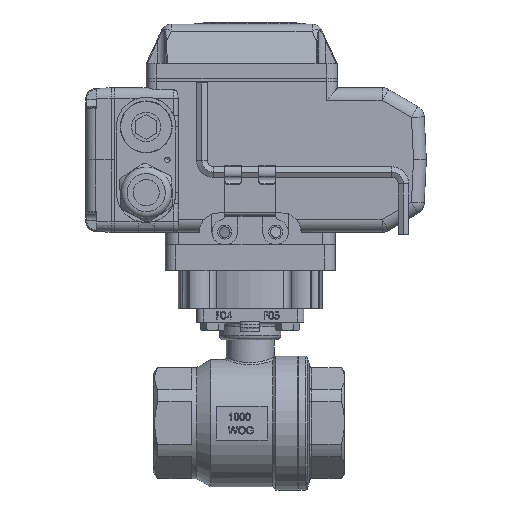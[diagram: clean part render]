
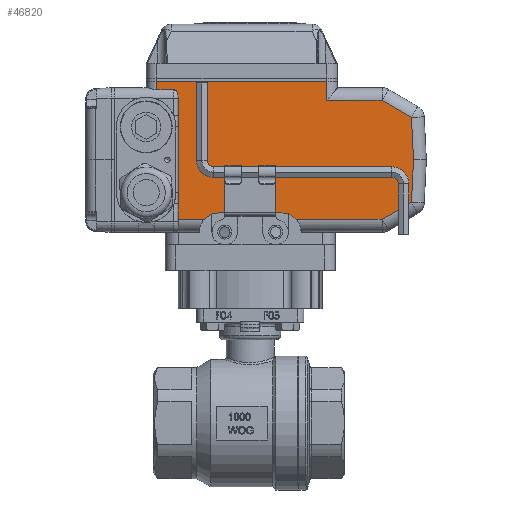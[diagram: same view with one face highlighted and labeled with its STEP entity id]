
A CAD part, top view. The second image highlights one B-rep face of the part: STEP entity #46820.
In plain terms, the highlighted face is planar.
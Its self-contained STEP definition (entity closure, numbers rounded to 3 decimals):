
#1528=PLANE('',#50780);
#2710=B_SPLINE_CURVE_WITH_KNOTS('',3,(#86550,#86551,#86552,#86553,#86554,
#86555,#86556),.UNSPECIFIED.,.F.,.F.,(4,1,1,1,4),(0.,
0.001,0.003,0.004,0.005),
 .UNSPECIFIED.);
#4050=LINE('',#84586,#7690);
#4055=LINE('',#84621,#7695);
#4457=LINE('',#86526,#8097);
#4458=LINE('',#86528,#8098);
#4459=LINE('',#86533,#8099);
#4460=LINE('',#86537,#8100);
#4461=LINE('',#86539,#8101);
#4462=LINE('',#86541,#8102);
#4463=LINE('',#86543,#8103);
#4464=LINE('',#86545,#8104);
#4465=LINE('',#86547,#8105);
#4466=LINE('',#86548,#8106);
#4467=LINE('',#86558,#8107);
#4468=LINE('',#86560,#8108);
#4469=LINE('',#86562,#8109);
#7690=VECTOR('',#56585,1000.);
#7695=VECTOR('',#56618,1000.);
#8097=VECTOR('',#58556,1000.);
#8098=VECTOR('',#58559,1000.);
#8099=VECTOR('',#58562,1000.);
#8100=VECTOR('',#58565,1000.);
#8101=VECTOR('',#58566,1000.);
#8102=VECTOR('',#58567,1000.);
#8103=VECTOR('',#58568,1000.);
#8104=VECTOR('',#58569,1000.);
#8105=VECTOR('',#58570,1000.);
#8106=VECTOR('',#58571,1000.);
#8107=VECTOR('',#58572,1000.);
#8108=VECTOR('',#58573,1000.);
#8109=VECTOR('',#58574,1000.);
#15033=ORIENTED_EDGE('',*,*,#26820,.T.);
#15034=ORIENTED_EDGE('',*,*,#26821,.F.);
#15035=ORIENTED_EDGE('',*,*,#26822,.F.);
#15036=ORIENTED_EDGE('',*,*,#26823,.F.);
#15037=ORIENTED_EDGE('',*,*,#26824,.T.);
#15038=ORIENTED_EDGE('',*,*,#26825,.T.);
#15039=ORIENTED_EDGE('',*,*,#26826,.T.);
#15040=ORIENTED_EDGE('',*,*,#26827,.T.);
#15041=ORIENTED_EDGE('',*,*,#26828,.T.);
#15042=ORIENTED_EDGE('',*,*,#26829,.T.);
#15043=ORIENTED_EDGE('',*,*,#25927,.F.);
#15044=ORIENTED_EDGE('',*,*,#25910,.F.);
#15045=ORIENTED_EDGE('',*,*,#26819,.T.);
#15046=ORIENTED_EDGE('',*,*,#26830,.T.);
#15047=ORIENTED_EDGE('',*,*,#26831,.T.);
#15048=ORIENTED_EDGE('',*,*,#26832,.T.);
#15049=ORIENTED_EDGE('',*,*,#26833,.T.);
#15050=ORIENTED_EDGE('',*,*,#26834,.T.);
#25910=EDGE_CURVE('',#32395,#32388,#4050,.T.);
#25927=EDGE_CURVE('',#32388,#32412,#4055,.T.);
#26819=EDGE_CURVE('',#32395,#32960,#4457,.T.);
#26820=EDGE_CURVE('',#32961,#32962,#4458,.T.);
#26821=EDGE_CURVE('',#32963,#32962,#36626,.T.);
#26822=EDGE_CURVE('',#32964,#32963,#4459,.T.);
#26823=EDGE_CURVE('',#32965,#32964,#36627,.T.);
#26824=EDGE_CURVE('',#32965,#32966,#4460,.T.);
#26825=EDGE_CURVE('',#32966,#32967,#4461,.T.);
#26826=EDGE_CURVE('',#32967,#32968,#4462,.T.);
#26827=EDGE_CURVE('',#32968,#32969,#4463,.T.);
#26828=EDGE_CURVE('',#32969,#32970,#4464,.T.);
#26829=EDGE_CURVE('',#32970,#32412,#4465,.T.);
#26830=EDGE_CURVE('',#32960,#32971,#4466,.T.);
#26831=EDGE_CURVE('',#32971,#32972,#2710,.T.);
#26832=EDGE_CURVE('',#32972,#32973,#4467,.T.);
#26833=EDGE_CURVE('',#32973,#32974,#4468,.T.);
#26834=EDGE_CURVE('',#32974,#32961,#4469,.T.);
#32388=VERTEX_POINT('',#84572);
#32395=VERTEX_POINT('',#84585);
#32412=VERTEX_POINT('',#84622);
#32960=VERTEX_POINT('',#86525);
#32961=VERTEX_POINT('',#86529);
#32962=VERTEX_POINT('',#86530);
#32963=VERTEX_POINT('',#86532);
#32964=VERTEX_POINT('',#86534);
#32965=VERTEX_POINT('',#86536);
#32966=VERTEX_POINT('',#86538);
#32967=VERTEX_POINT('',#86540);
#32968=VERTEX_POINT('',#86542);
#32969=VERTEX_POINT('',#86544);
#32970=VERTEX_POINT('',#86546);
#32971=VERTEX_POINT('',#86549);
#32972=VERTEX_POINT('',#86557);
#32973=VERTEX_POINT('',#86559);
#32974=VERTEX_POINT('',#86561);
#36626=CIRCLE('',#50781,9.);
#36627=CIRCLE('',#50782,9.);
#39252=EDGE_LOOP('',(#15033,#15034,#15035,#15036,#15037,#15038,#15039,#15040,
#15041,#15042,#15043,#15044,#15045,#15046,#15047,#15048,#15049,#15050));
#42645=FACE_BOUND('',#39252,.T.);
#46820=ADVANCED_FACE('',(#42645),#1528,.F.);
#50780=AXIS2_PLACEMENT_3D('',#86527,#58557,#58558);
#50781=AXIS2_PLACEMENT_3D('',#86531,#58560,#58561);
#50782=AXIS2_PLACEMENT_3D('',#86535,#58563,#58564);
#56585=DIRECTION('',(-1.,0.,0.));
#56618=DIRECTION('',(0.,0.,1.));
#58556=DIRECTION('',(0.,0.,1.));
#58557=DIRECTION('',(0.,1.,0.));
#58558=DIRECTION('',(0.,0.,1.));
#58559=DIRECTION('',(-1.,0.,0.));
#58560=DIRECTION('',(0.,-1.,0.));
#58561=DIRECTION('',(0.,0.,1.));
#58562=DIRECTION('',(1.,0.,0.));
#58563=DIRECTION('',(0.,-1.,0.));
#58564=DIRECTION('',(0.,0.,-1.));
#58565=DIRECTION('',(-1.,0.,0.));
#58566=DIRECTION('',(-0.866,0.,-0.5));
#58567=DIRECTION('',(-0.05,0.,-0.999));
#58568=DIRECTION('',(0.05,0.,-0.999));
#58569=DIRECTION('',(0.866,0.,-0.5));
#58570=DIRECTION('',(1.,0.,0.));
#58571=DIRECTION('',(-1.,0.,0.));
#58572=DIRECTION('',(0.,0.,1.));
#58573=DIRECTION('',(0.,0.,1.));
#58574=DIRECTION('',(0.,0.,1.));
#84572=CARTESIAN_POINT('',(-36.,-43.,-37.));
#84585=CARTESIAN_POINT('',(44.,-43.,-37.));
#84586=CARTESIAN_POINT('',(44.,-43.,-37.));
#84621=CARTESIAN_POINT('',(-36.,-43.,-37.));
#84622=CARTESIAN_POINT('',(-36.,-43.,-28.));
#86525=CARTESIAN_POINT('',(44.,-43.,-33.));
#86526=CARTESIAN_POINT('',(44.,-43.,-37.));
#86527=CARTESIAN_POINT('',(-62.144,-43.,-28.));
#86528=CARTESIAN_POINT('',(-62.144,-43.,28.));
#86529=CARTESIAN_POINT('',(34.,-43.,28.));
#86530=CARTESIAN_POINT('',(21.708,-43.,28.));
#86531=CARTESIAN_POINT('',(15.,-43.,34.));
#86532=CARTESIAN_POINT('',(15.,-43.,25.));
#86533=CARTESIAN_POINT('',(-15.,-43.,25.));
#86534=CARTESIAN_POINT('',(-15.,-43.,25.));
#86535=CARTESIAN_POINT('',(-15.,-43.,34.));
#86536=CARTESIAN_POINT('',(-21.708,-43.,28.));
#86537=CARTESIAN_POINT('',(-62.144,-43.,28.));
#86538=CARTESIAN_POINT('',(-62.144,-43.,28.));
#86539=CARTESIAN_POINT('',(-76.,-43.,20.));
#86540=CARTESIAN_POINT('',(-76.,-43.,20.));
#86541=CARTESIAN_POINT('',(-77.007,-43.,-0.297));
#86542=CARTESIAN_POINT('',(-76.993,-43.,0.));
#86543=CARTESIAN_POINT('',(-76.,-43.,-20.));
#86544=CARTESIAN_POINT('',(-76.,-43.,-20.));
#86545=CARTESIAN_POINT('',(-62.144,-43.,-28.));
#86546=CARTESIAN_POINT('',(-62.144,-43.,-28.));
#86547=CARTESIAN_POINT('',(-36.,-43.,-28.));
#86548=CARTESIAN_POINT('',(44.,-43.,-33.));
#86549=CARTESIAN_POINT('',(36.,-43.,-33.));
#86550=CARTESIAN_POINT('',(36.,-43.,-33.));
#86551=CARTESIAN_POINT('',(35.576,-43.,-33.));
#86552=CARTESIAN_POINT('',(34.756,-43.,-32.643));
#86553=CARTESIAN_POINT('',(34.128,-43.,-31.495));
#86554=CARTESIAN_POINT('',(33.99,-43.,-30.249));
#86555=CARTESIAN_POINT('',(34.,-43.,-29.417));
#86556=CARTESIAN_POINT('',(34.,-43.,-29.));
#86557=CARTESIAN_POINT('',(34.,-43.,-29.));
#86558=CARTESIAN_POINT('',(34.,-43.,34.));
#86559=CARTESIAN_POINT('',(34.,-43.,-20.696));
#86560=CARTESIAN_POINT('',(34.,-43.,34.));
#86561=CARTESIAN_POINT('',(34.,-43.,20.696));
#86562=CARTESIAN_POINT('',(34.,-43.,34.));
